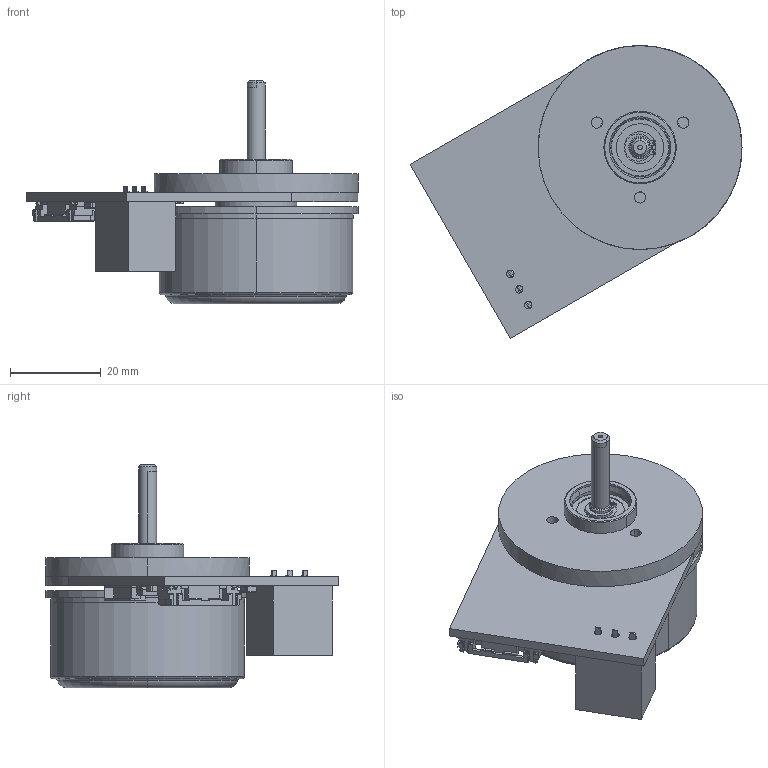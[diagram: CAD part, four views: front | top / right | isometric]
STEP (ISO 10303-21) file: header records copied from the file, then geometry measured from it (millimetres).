
FILE_DESCRIPTION((''),'2;1');
FILE_NAME('3_1_02_045_1147XX2205_SW0001','2022-05-10T15:47:23',('penglulu'),(''),'CREO PARAMETRIC BY PTC INC, 2017110','CREO PARAMETRIC BY PTC INC, 2017110','');
FILE_SCHEMA(('CONFIG_CONTROL_DESIGN'));
Products named in the file (1): 3_1_02_045_1147XX2205_SW0001
Bounding box: 73.28 x 64.61 x 49.3 mm (x, y, z)
Volume: 19087 mm3; surface area: 23628.9 mm2
Topology: 4 solids, 4 shells, 2883 faces, 7778 edges, 4865 vertices
Faces by surface type: plane 1930, cylinder 713, sphere 136, cone 38, extrusion 36, torus 26, bspline 4
Entity records: 91001 total; most frequent: CARTESIAN_POINT 18374, ORIENTED_EDGE 15284, DIRECTION 14798, EDGE_CURVE 7642, VECTOR 5946, LINE 5910, VERTEX_POINT 4865, AXIS2_PLACEMENT_3D 4426
